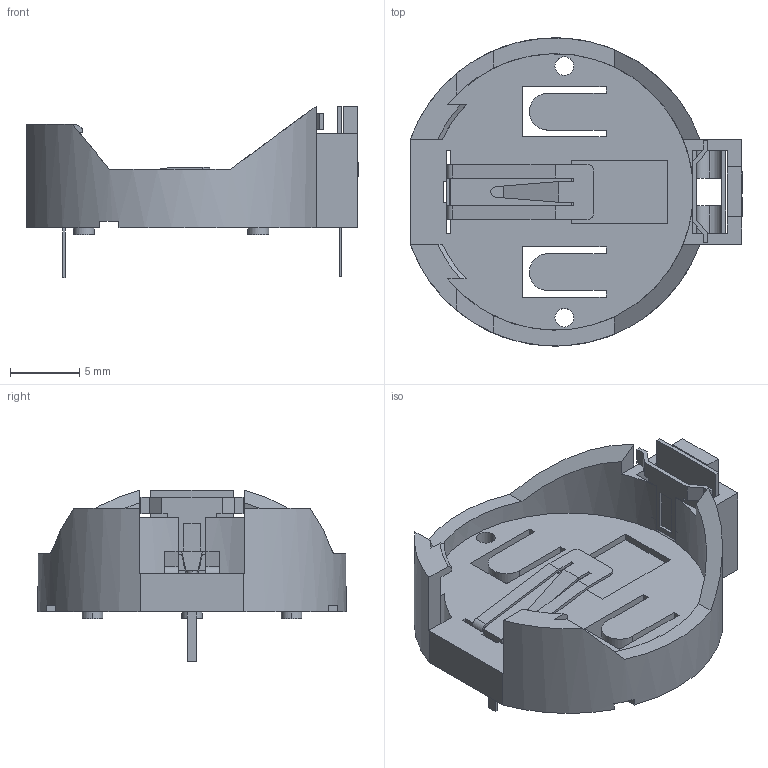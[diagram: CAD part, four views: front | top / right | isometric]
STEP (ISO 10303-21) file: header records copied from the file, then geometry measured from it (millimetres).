
FILE_DESCRIPTION (( 'STEP AP214' ), '1' );
FILE_NAME ('BAT-TH_AAA-BAT-029-K01.step', '2022-06-16T11:03:10', ( '' ), ( '' ), 'SwSTEP 2.0', 'SolidWorks 2020', '' );
FILE_SCHEMA (( 'AUTOMOTIVE_DESIGN' ));
Length unit declared in the file: millimetre
Products named in the file (1): BAT-TH_AAA-BAT-029-K01
Bounding box: 24.01 x 22.3 x 12.4 mm (x, y, z)
Volume: 1213.4 mm3; surface area: 2062.9 mm2
Topology: 3 solids, 3 shells, 403 faces, 1130 edges, 750 vertices
Faces by surface type: plane 264, bspline 98, cylinder 35, torus 4, cone 2
Entity records: 17925 total; most frequent: CARTESIAN_POINT 3626, ORIENTED_EDGE 2260, DIRECTION 1630, EDGE_CURVE 1130, LINE 818, VECTOR 818, VERTEX_POINT 750, EDGE_LOOP 440
